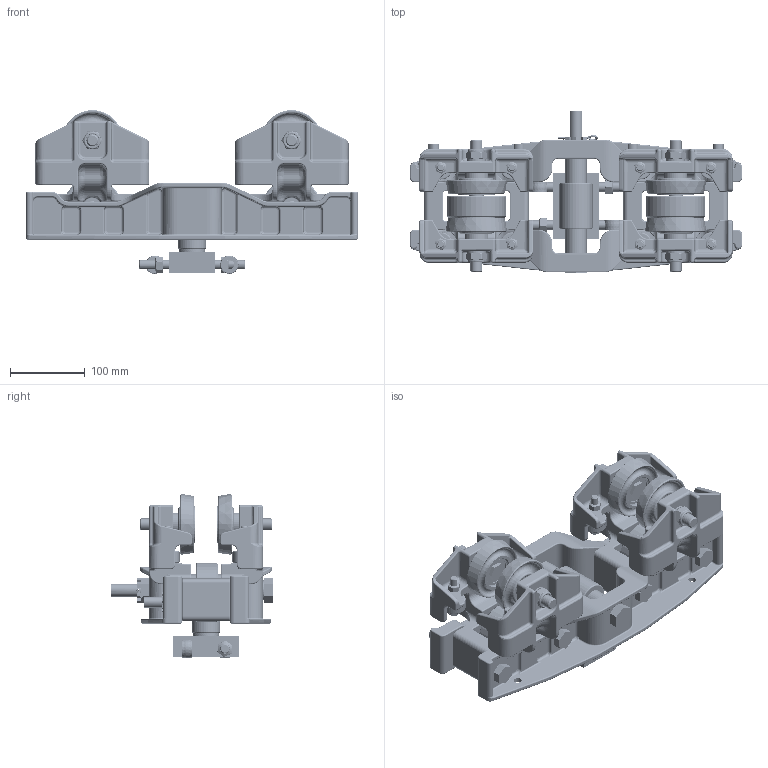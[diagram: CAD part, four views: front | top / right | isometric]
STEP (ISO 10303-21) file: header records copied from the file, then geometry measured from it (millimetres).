
FILE_DESCRIPTION((''),'2;1');
FILE_NAME('22212 ETA-8 MBC-500-3-4-266 ET WITH KU.stp','2011-03-26T12:56:44',('jholman'),(''),'Autodesk Inventor 2011','Autodesk Inventor 2011','');
FILE_SCHEMA(('AUTOMOTIVE_DESIGN { 1 0 10303 214 1 1 1 1 }'));
Length unit declared in the file: inch
Products named in the file (38): 22212; 3D11D4B4C; 3D11JUC4C; 3D11E5B4B; 3D11D9B4B; ANSI/AFBMA 21.1 NT - Thrust Needle Roller And Cage Assembly (Inch) 20NT01; 3D11S3B4B; 3D11T2B4A; 3D115FD4B; 3D11BOD4B; Prevailing Torque Type Hex Nut - UNC (Regular Thread - Inch)  (IFI) 1/2 - 13 Metal Type; 3D11S7B4B; 3D11A3B4B; 3D11F3B4A; 3D11W2B4A; 3D11W4B4B; 3D1124B4A; 3D11X2B4A; 3D11KHB4D; 3D11S5B4D; 3D11CHB4C; 3D1177B4C; 3D11A6B4A; 3D11W6B4B; 3D11K7B4B; 3D11Q6B4B; 3D1134G4A; 3D1144G4A; 3D112HB4B; 3D11X6B4A; 3D1153B4A; Hex Bolt - Inch 3/8-16 UNC - 2; Hex Nut - UNC (Regular Thread - Inch) 3/8 - 16; 30080; 3D11D7G4C; 3D11C7B4C; 3D11E7G4B; 3D11I6B4A
Assembly tree (70 placements, depth 4):
  22212
    3D11D4B4C  x2
    3D11JUC4C
      3D11E5B4B
      3D11D9B4B  x4
      ANSI/AFBMA 21.1 NT - Thrust Needle Roller And Cage Assembly (Inch) 20NT01  x2
      3D11S3B4B
      3D11T2B4A
      3D115FD4B  x2
      3D11BOD4B
      Prevailing Torque Type Hex Nut - UNC (Regular Thread - Inch)  (IFI) 1/2 - 13 Metal Type  x2
    3D11S7B4B
    3D11A3B4B
    3D11F3B4A
    3D11W2B4A
    3D11W4B4B  x4
    3D1124B4A  x4
    3D11X2B4A  x4
    3D11KHB4D  x2
      3D11S5B4D
      3D11CHB4C
        3D1177B4C
        3D11A6B4A
        3D11W6B4B
        3D11K7B4B
        3D11Q6B4B
      3D1134G4A
      3D1144G4A
      3D112HB4B
        3D11X6B4A
        3D1153B4A  x2
        Hex Bolt - Inch 3/8-16 UNC - 2
      Hex Nut - UNC (Regular Thread - Inch) 3/8 - 16
      30080
        3D11D7G4C
        3D11C7B4C  x2
        3D11A6B4A
        3D11E7G4B
        3D11I6B4A  x4
Bounding box: 444.5 x 216.51 x 219.36 mm (x, y, z)
Volume: 3651994 mm3; surface area: 970709.3 mm2
Topology: 154 solids, 154 shells, 5856 faces, 13651 edges, 7811 vertices
Faces by surface type: cylinder 1914, plane 1303, bspline 1069, torus 863, sphere 376, cone 331
Full cylindrical faces by diameter (mm): 1.321 x16, 2 x32, 6.35 x3, 7.798 x8, 9.525 x16, 9.855 x8, 10.319 x4, 10.592 x2, 12.7 x4, 13.386 x4, 14.275 x8, 14.288 x2, 14.351 x4, 15.862 x4, 16.272 x4, 16.612 x4, 16.669 x8, 16.98 x4, 17.066 x8, 17.374 x4, 17.882 x12, 18.009 x1, 19.05 x15, 19.126 x4, 19.447 x2, 19.844 x1, 20 x2, 22.606 x4, 23.114 x4, 25.4 x5
Entity records: 59258 total; most frequent: CARTESIAN_POINT 19718, DIRECTION 8308, ORIENTED_EDGE 7654, EDGE_CURVE 3827, AXIS2_PLACEMENT_3D 3477, VERTEX_POINT 2326, EDGE_LOOP 1991, CIRCLE 1878
